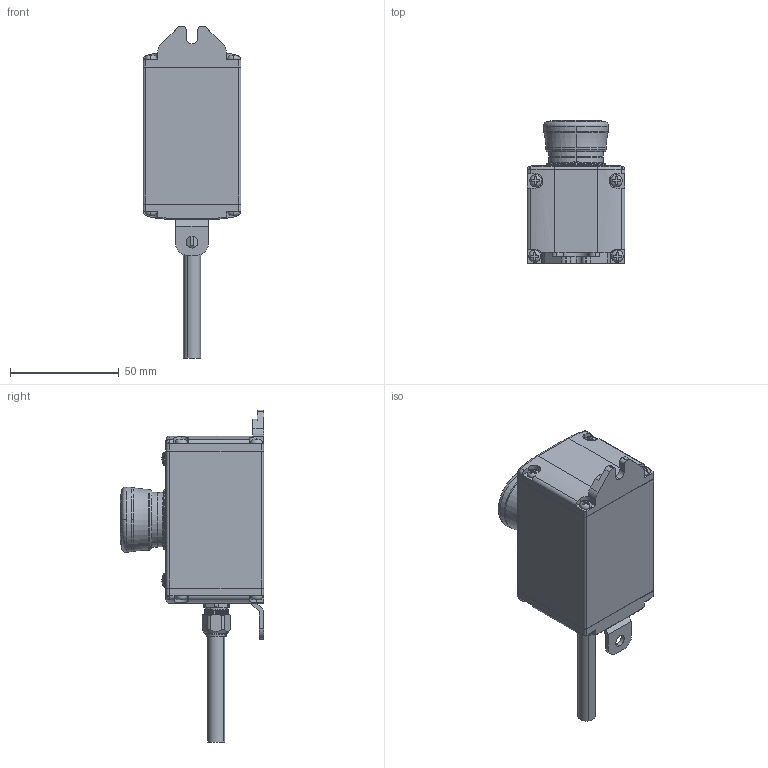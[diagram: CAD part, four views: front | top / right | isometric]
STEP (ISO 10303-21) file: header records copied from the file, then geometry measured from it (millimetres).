
FILE_DESCRIPTION (( 'STEP AP203' ), '1' );
FILE_NAME ('R4C-105-STP.step', '2024-06-21T00:47:40', ( '' ), ( '' ), 'SwSTEP 2.0', 'SolidWorks 2011', '' );
FILE_SCHEMA (( 'CONFIG_CONTROL_DESIGN' ));
Length unit declared in the file: millimetre
Products named in the file (1): R4C-105-STP
Bounding box: 45 x 65.95 x 152.9 mm (x, y, z)
Volume: 171616.6 mm3; surface area: 23063.7 mm2
Topology: 1 solids, 1 shells, 519 faces, 1390 edges, 898 vertices
Faces by surface type: plane 280, cylinder 115, torus 50, cone 47, bspline 22, sphere 5
Entity records: 20786 total; most frequent: CARTESIAN_POINT 8013, ORIENTED_EDGE 2780, DIRECTION 2553, EDGE_CURVE 1390, AXIS2_PLACEMENT_3D 932, VERTEX_POINT 898, VECTOR 689, LINE 689
